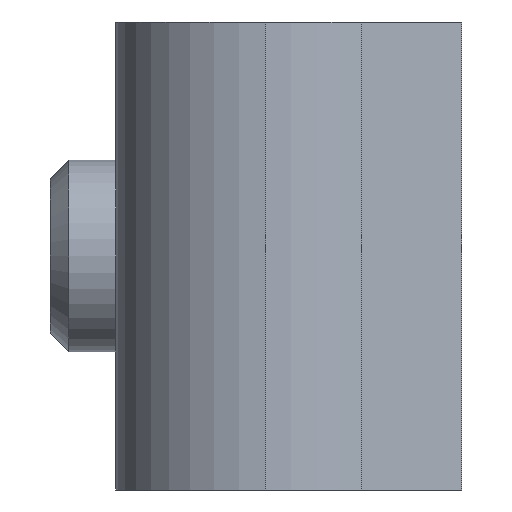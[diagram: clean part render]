
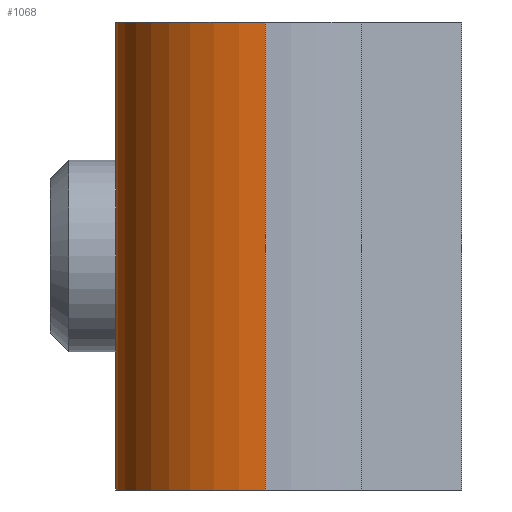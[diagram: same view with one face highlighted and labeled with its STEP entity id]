
A CAD part, left-side view. The second image highlights one B-rep face of the part: STEP entity #1068.
In plain terms, the highlighted cylindrical face has radius 1.6 mm (diameter 3.2 mm), a partial arc.
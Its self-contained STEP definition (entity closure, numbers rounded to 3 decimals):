
#47 = VERTEX_POINT ( 'NONE', #96 ) ;
#50 = VERTEX_POINT ( 'NONE', #99 ) ;
#51 = VERTEX_POINT ( 'NONE', #100 ) ;
#64 = VERTEX_POINT ( 'NONE', #113 ) ;
#96 = CARTESIAN_POINT ( 'NONE',  ( -4.973, -1.6, 0. ) ) ;
#99 = CARTESIAN_POINT ( 'NONE',  ( -4.973, -1.6, 5. ) ) ;
#100 = CARTESIAN_POINT ( 'NONE',  ( -3.373, 0., 0. ) ) ;
#113 = CARTESIAN_POINT ( 'NONE',  ( -3.373, 0., 5. ) ) ;
#161 = CARTESIAN_POINT ( 'NONE',  ( -3.373, 0., 5. ) ) ;
#162 = DIRECTION ( 'NONE',  ( 0., 0., -1. ) ) ;
#205 = CARTESIAN_POINT ( 'NONE',  ( -3.373, -1.6, 5. ) ) ;
#207 = DIRECTION ( 'NONE',  ( -1., 0., 0. ) ) ;
#208 = DIRECTION ( 'NONE',  ( 0., 0., -1. ) ) ;
#465 = ORIENTED_EDGE ( 'NONE', *, *, #872, .F. ) ;
#466 = ORIENTED_EDGE ( 'NONE', *, *, #933, .T. ) ;
#467 = ORIENTED_EDGE ( 'NONE', *, *, #891, .T. ) ;
#468 = ORIENTED_EDGE ( 'NONE', *, *, #868, .F. ) ;
#555 = EDGE_LOOP ( 'NONE', ( #468, #467, #466, #465 ) ) ;
#607 = CARTESIAN_POINT ( 'NONE',  ( -4.973, -1.6, 5. ) ) ;
#608 = DIRECTION ( 'NONE',  ( 0., 0., -1. ) ) ;
#615 = CARTESIAN_POINT ( 'NONE',  ( -3.373, -1.6, 0. ) ) ;
#617 = DIRECTION ( 'NONE',  ( 0., 0., -1. ) ) ;
#618 = DIRECTION ( 'NONE',  ( 1., 0., 0. ) ) ;
#660 = CARTESIAN_POINT ( 'NONE',  ( -3.373, -1.6, 5. ) ) ;
#663 = DIRECTION ( 'NONE',  ( 0., 0., -1. ) ) ;
#664 = DIRECTION ( 'NONE',  ( 1., 0., 0. ) ) ;
#824 = AXIS2_PLACEMENT_3D ( 'NONE', #205, #208, #207 ) ;
#868 = EDGE_CURVE ( 'NONE', #50, #47, #1400, .T. ) ;
#872 = EDGE_CURVE ( 'NONE', #47, #51, #1401, .T. ) ;
#891 = EDGE_CURVE ( 'NONE', #50, #64, #1232, .T. ) ;
#933 = EDGE_CURVE ( 'NONE', #64, #51, #1175, .T. ) ;
#937 = AXIS2_PLACEMENT_3D ( 'NONE', #615, #617, #618 ) ;
#944 = AXIS2_PLACEMENT_3D ( 'NONE', #660, #663, #664 ) ;
#1068 = ADVANCED_FACE ( 'NONE', ( #1155 ), #1150, .T. ) ;
#1105 = VECTOR ( 'NONE', #608, 1000. ) ;
#1150 = CYLINDRICAL_SURFACE ( 'NONE', #824, 1.6 ) ;
#1155 = FACE_OUTER_BOUND ( 'NONE', #555, .T. ) ;
#1174 = VECTOR ( 'NONE', #162, 1000. ) ;
#1175 = LINE ( 'NONE', #161, #1174 ) ;
#1232 = CIRCLE ( 'NONE', #944, 1.6 ) ;
#1400 = LINE ( 'NONE', #607, #1105 ) ;
#1401 = CIRCLE ( 'NONE', #937, 1.6 ) ;
